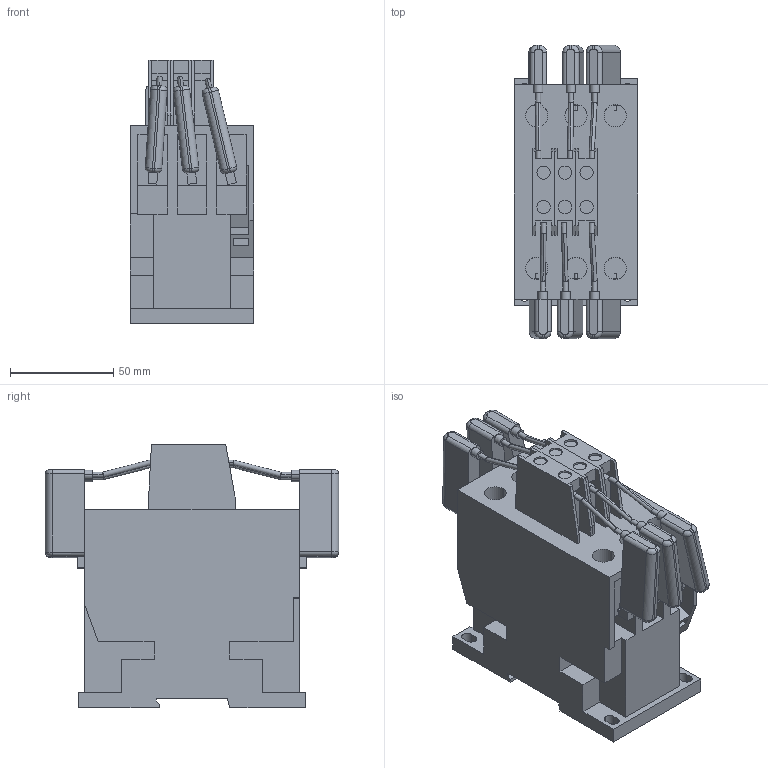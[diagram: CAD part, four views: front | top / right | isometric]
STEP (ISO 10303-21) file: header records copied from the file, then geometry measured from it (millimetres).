
FILE_DESCRIPTION (( 'STEP AP203' ), '1' );
FILE_NAME ('K3-50_62_74 K.STEP', '2014-04-23T12:20:56', ( '' ), ( '' ), 'SwSTEP 2.0', 'SolidWorks 2014', '' );
FILE_SCHEMA (( 'CONFIG_CONTROL_DESIGN' ));
Length unit declared in the file: millimetre
Products named in the file (4): Imported; K3-50_62_74 K; Imported_10; Imported_8
Assembly tree (10 placements, depth 2):
  K3-50_62_74 K
    Imported_10
    Imported_8  x3
    Imported  x6
Bounding box: 59.8 x 142 x 127.5 mm (x, y, z)
Volume: 570730.3 mm3; surface area: 96685.9 mm2
Topology: 10 solids, 10 shells, 512 faces, 1341 edges, 878 vertices
Faces by surface type: plane 330, cylinder 158, torus 24
Entity records: 8917 total; most frequent: CARTESIAN_POINT 1689, ORIENTED_EDGE 1406, DIRECTION 1331, EDGE_CURVE 703, VECTOR 559, LINE 559, VERTEX_POINT 466, AXIS2_PLACEMENT_3D 386
